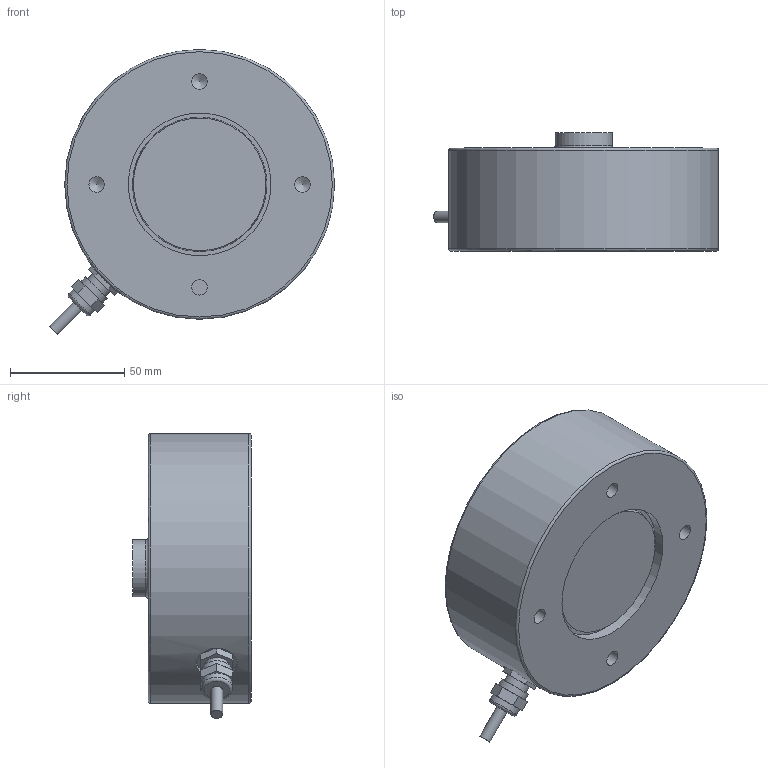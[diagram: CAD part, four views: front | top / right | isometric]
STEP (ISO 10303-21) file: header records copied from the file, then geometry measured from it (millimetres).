
FILE_DESCRIPTION(/* description */ (''),/* implementation_level */ '2;1');
FILE_NAME(/* name */ '266AS-20t v1.step',/* time_stamp */ '2020-01-21T14:45:24-08:00',/* author */ (''),/* organization */ (''),/* preprocessor_version */ 'ST-DEVELOPER v18',/* originating_system */ 'Autodesk Translation Framework v8.12.0.6',/* authorisation */ '');
FILE_SCHEMA (('AUTOMOTIVE_DESIGN { 1 0 10303 214 3 1 1 }'));
Length unit declared in the file: millimetre
Products named in the file (1): 266AS-20t
Bounding box: 124.65 x 51.69 x 124.65 mm (x, y, z)
Volume: 486456.3 mm3; surface area: 42669.3 mm2
Topology: 1 solids, 1 shells, 45 faces, 119 edges, 86 vertices
Faces by surface type: plane 23, cylinder 12, cone 5, torus 4, sphere 1
Full cylindrical faces by diameter (mm): 5.1 x1, 6.8 x4, 11 x1, 13.5 x2, 18 x1, 25 x1, 62.4 x1, 118 x1
Entity records: 1498 total; most frequent: CARTESIAN_POINT 280, DIRECTION 267, ORIENTED_EDGE 230, EDGE_CURVE 115, AXIS2_PLACEMENT_3D 107, VERTEX_POINT 86, CIRCLE 61, EDGE_LOOP 59
